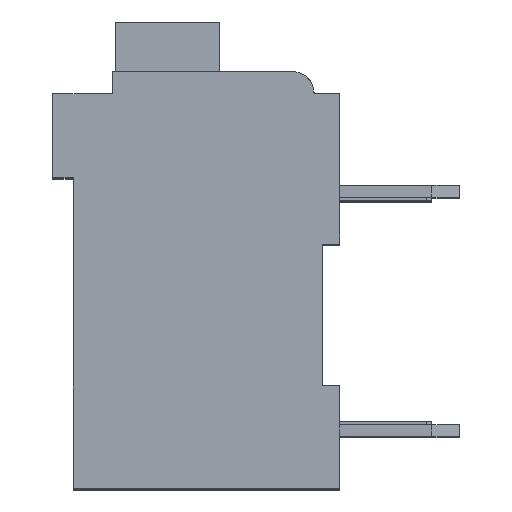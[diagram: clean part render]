
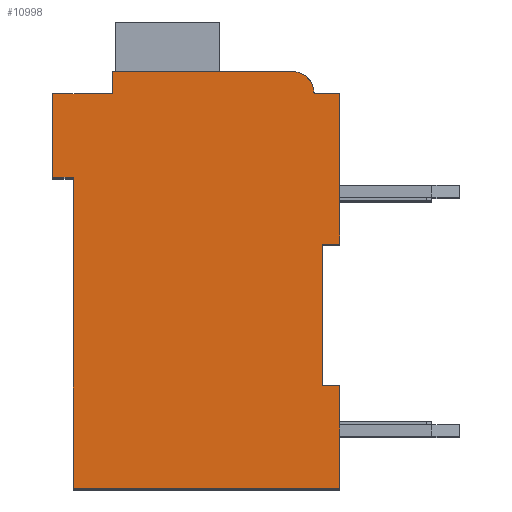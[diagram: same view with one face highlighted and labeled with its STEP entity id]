
A CAD part, top view. The second image highlights one B-rep face of the part: STEP entity #10998.
In plain terms, the highlighted planar face has unit normal (0, 0, 1).
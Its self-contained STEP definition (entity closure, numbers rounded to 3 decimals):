
#1266=DIRECTION('',(1.,0.,0.));
#1267=VECTOR('',#1266,0.5);
#1268=CARTESIAN_POINT('',(7.3,7.15,2.1));
#1269=LINE('',#1268,#1267);
#1270=DIRECTION('',(0.,1.,0.));
#1271=VECTOR('',#1270,4.15);
#1272=CARTESIAN_POINT('',(7.3,3.,2.1));
#1273=LINE('',#1272,#1271);
#1274=DIRECTION('',(-1.,0.,0.));
#1275=VECTOR('',#1274,0.5);
#1276=CARTESIAN_POINT('',(7.8,3.,2.1));
#1277=LINE('',#1276,#1275);
#1278=DIRECTION('',(0.,1.,0.));
#1279=VECTOR('',#1278,3.);
#1280=CARTESIAN_POINT('',(7.8,0.,2.1));
#1281=LINE('',#1280,#1279);
#1282=DIRECTION('',(1.,0.,0.));
#1283=VECTOR('',#1282,7.8);
#1284=CARTESIAN_POINT('',(0.,0.,2.1));
#1285=LINE('',#1284,#1283);
#1286=DIRECTION('',(0.,-1.,0.));
#1287=VECTOR('',#1286,9.1);
#1288=CARTESIAN_POINT('',(0.,9.1,2.1));
#1289=LINE('',#1288,#1287);
#1290=DIRECTION('',(1.,0.,0.));
#1291=VECTOR('',#1290,0.6);
#1292=CARTESIAN_POINT('',(-0.6,9.1,2.1));
#1293=LINE('',#1292,#1291);
#1294=DIRECTION('',(0.,-1.,0.));
#1295=VECTOR('',#1294,2.45);
#1296=CARTESIAN_POINT('',(-0.6,11.55,2.1));
#1297=LINE('',#1296,#1295);
#1298=DIRECTION('',(-1.,0.,0.));
#1299=VECTOR('',#1298,1.75);
#1300=CARTESIAN_POINT('',(1.15,11.55,2.1));
#1301=LINE('',#1300,#1299);
#1302=DIRECTION('',(0.,-1.,0.));
#1303=VECTOR('',#1302,0.65);
#1304=CARTESIAN_POINT('',(1.15,12.2,2.1));
#1305=LINE('',#1304,#1303);
#1306=DIRECTION('',(-1.,0.,0.));
#1307=VECTOR('',#1306,5.25);
#1308=CARTESIAN_POINT('',(6.4,12.2,2.1));
#1309=LINE('',#1308,#1307);
#1310=CARTESIAN_POINT('',(6.4,11.55,2.1));
#1311=DIRECTION('',(0.,0.,1.));
#1312=DIRECTION('',(1.,0.,0.));
#1313=AXIS2_PLACEMENT_3D('',#1310,#1311,#1312);
#1315=DIRECTION('',(-1.,0.,0.));
#1316=VECTOR('',#1315,0.75);
#1317=CARTESIAN_POINT('',(7.8,11.55,2.1));
#1318=LINE('',#1317,#1316);
#1319=DIRECTION('',(0.,1.,0.));
#1320=VECTOR('',#1319,4.4);
#1321=CARTESIAN_POINT('',(7.8,7.15,2.1));
#1322=LINE('',#1321,#1320);
#7579=CARTESIAN_POINT('',(7.3,7.15,2.1));
#7580=CARTESIAN_POINT('',(7.8,7.15,2.1));
#7581=VERTEX_POINT('',#7579);
#7582=VERTEX_POINT('',#7580);
#7583=CARTESIAN_POINT('',(7.8,11.55,2.1));
#7584=VERTEX_POINT('',#7583);
#7585=CARTESIAN_POINT('',(7.05,11.55,2.1));
#7586=VERTEX_POINT('',#7585);
#7587=CARTESIAN_POINT('',(6.4,12.2,2.1));
#7588=VERTEX_POINT('',#7587);
#7589=CARTESIAN_POINT('',(1.15,12.2,2.1));
#7590=VERTEX_POINT('',#7589);
#7591=CARTESIAN_POINT('',(1.15,11.55,2.1));
#7592=VERTEX_POINT('',#7591);
#7593=CARTESIAN_POINT('',(-0.6,11.55,2.1));
#7594=VERTEX_POINT('',#7593);
#7595=CARTESIAN_POINT('',(-0.6,9.1,2.1));
#7596=VERTEX_POINT('',#7595);
#7597=CARTESIAN_POINT('',(0.,9.1,2.1));
#7598=VERTEX_POINT('',#7597);
#7599=CARTESIAN_POINT('',(0.,0.,2.1));
#7600=VERTEX_POINT('',#7599);
#7601=CARTESIAN_POINT('',(7.8,0.,2.1));
#7602=VERTEX_POINT('',#7601);
#7603=CARTESIAN_POINT('',(7.8,3.,2.1));
#7604=VERTEX_POINT('',#7603);
#7605=CARTESIAN_POINT('',(7.3,3.,2.1));
#7606=VERTEX_POINT('',#7605);
#10968=CARTESIAN_POINT('',(0.,0.,2.1));
#10969=DIRECTION('',(0.,0.,1.));
#10970=DIRECTION('',(1.,0.,0.));
#10971=AXIS2_PLACEMENT_3D('',#10968,#10969,#10970);
#10972=PLANE('',#10971);
#10973=ORIENTED_EDGE('',*,*,#9956,.F.);
#10974=ORIENTED_EDGE('',*,*,#10363,.F.);
#10976=ORIENTED_EDGE('',*,*,#10975,.F.);
#10978=ORIENTED_EDGE('',*,*,#10977,.F.);
#10979=ORIENTED_EDGE('',*,*,#10757,.F.);
#10980=ORIENTED_EDGE('',*,*,#10682,.F.);
#10982=ORIENTED_EDGE('',*,*,#10981,.F.);
#10984=ORIENTED_EDGE('',*,*,#10983,.F.);
#10986=ORIENTED_EDGE('',*,*,#10985,.F.);
#10988=ORIENTED_EDGE('',*,*,#10987,.F.);
#10990=ORIENTED_EDGE('',*,*,#10989,.F.);
#10992=ORIENTED_EDGE('',*,*,#10991,.F.);
#10994=ORIENTED_EDGE('',*,*,#10993,.F.);
#10995=ORIENTED_EDGE('',*,*,#10179,.F.);
#10996=EDGE_LOOP('',(#10973,#10974,#10976,#10978,#10979,#10980,#10982,#10984,
#10986,#10988,#10990,#10992,#10994,#10995));
#10997=FACE_OUTER_BOUND('',#10996,.F.);
#1314=CIRCLE('',#1313,0.65);
#9956=EDGE_CURVE('',#7581,#7582,#1269,.T.);
#10179=EDGE_CURVE('',#7582,#7584,#1322,.T.);
#10363=EDGE_CURVE('',#7606,#7581,#1273,.T.);
#10682=EDGE_CURVE('',#7598,#7600,#1289,.T.);
#10757=EDGE_CURVE('',#7600,#7602,#1285,.T.);
#10975=EDGE_CURVE('',#7604,#7606,#1277,.T.);
#10977=EDGE_CURVE('',#7602,#7604,#1281,.T.);
#10981=EDGE_CURVE('',#7596,#7598,#1293,.T.);
#10983=EDGE_CURVE('',#7594,#7596,#1297,.T.);
#10985=EDGE_CURVE('',#7592,#7594,#1301,.T.);
#10987=EDGE_CURVE('',#7590,#7592,#1305,.T.);
#10989=EDGE_CURVE('',#7588,#7590,#1309,.T.);
#10991=EDGE_CURVE('',#7586,#7588,#1314,.T.);
#10993=EDGE_CURVE('',#7584,#7586,#1318,.T.);
#10998=ADVANCED_FACE('',(#10997),#10972,.T.);
